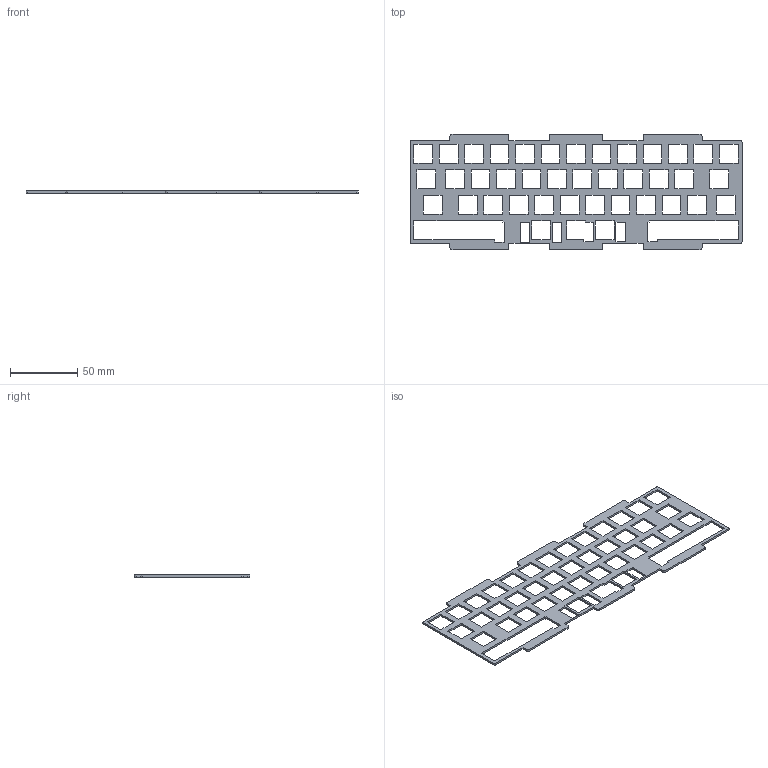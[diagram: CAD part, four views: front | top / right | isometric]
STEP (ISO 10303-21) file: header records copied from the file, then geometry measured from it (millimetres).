
FILE_DESCRIPTION (( 'STEP AP203' ), '1' );
FILE_NAME ('3_plate.STEP', '2020-09-13T23:22:59', ( '' ), ( '' ), 'SwSTEP 2.0', 'SolidWorks 2020', '' );
FILE_SCHEMA (( 'CONFIG_CONTROL_DESIGN' ));
Length unit declared in the file: millimetre
Products named in the file (1): 3_plate
Bounding box: 247.65 x 86.2 x 1.5 mm (x, y, z)
Volume: 14997 mm3; surface area: 25121.2 mm2
Topology: 1 solids, 1 shells, 238 faces, 708 edges, 472 vertices
Faces by surface type: plane 222, cylinder 16
Entity records: 8101 total; most frequent: CARTESIAN_POINT 1419, ORIENTED_EDGE 1416, DIRECTION 1218, EDGE_CURVE 708, LINE 676, VECTOR 676, VERTEX_POINT 472, EDGE_LOOP 328
